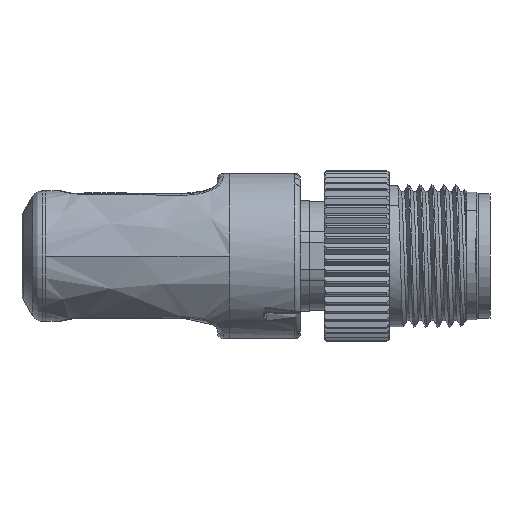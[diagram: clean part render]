
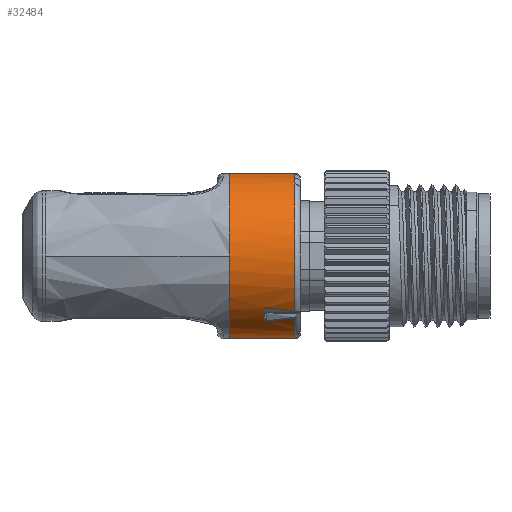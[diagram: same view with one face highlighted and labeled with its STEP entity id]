
A CAD part, left-side view. The second image highlights one B-rep face of the part: STEP entity #32484.
In plain terms, the highlighted cylindrical face has radius 7 mm (diameter 14 mm), a partial arc.
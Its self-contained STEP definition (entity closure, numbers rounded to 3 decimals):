
#675 = CARTESIAN_POINT ( 'NONE',  ( 1.293, 4.539, -5.33 ) ) ;
#681 = AXIS2_PLACEMENT_3D ( 'NONE', #27956, #21806, #3443 ) ;
#1519 = B_SPLINE_CURVE_WITH_KNOTS ( 'NONE', 3,
 ( #7977, #23532, #8191, #14555, #14753, #5793 ),
 .UNSPECIFIED., .F., .F.,
 ( 4, 2, 4 ),
 ( 0., 0.001, 0.002 ),
 .UNSPECIFIED. ) ;
#2023 = CARTESIAN_POINT ( 'NONE',  ( 2.89, 5.495, -4.336 ) ) ;
#3394 = CARTESIAN_POINT ( 'NONE',  ( 3.1, 5.074, -4.822 ) ) ;
#3443 = DIRECTION ( 'NONE',  ( 0., 0., 1. ) ) ;
#3450 = CARTESIAN_POINT ( 'NONE',  ( 2.489, 4.38, -5.46 ) ) ;
#4133 = VECTOR ( 'NONE', #8739, 1000. ) ;
#4435 = CARTESIAN_POINT ( 'NONE',  ( 6., 0., 7. ) ) ;
#4941 = FACE_OUTER_BOUND ( 'NONE', #19348, .T. ) ;
#5047 = CARTESIAN_POINT ( 'NONE',  ( 2.95, 4.346, -5.487 ) ) ;
#5189 = DIRECTION ( 'NONE',  ( 0., 0., -1. ) ) ;
#5599 = LINE ( 'NONE', #23535, #31724 ) ;
#5764 = CIRCLE ( 'NONE', #14017, 7. ) ;
#5793 = CARTESIAN_POINT ( 'NONE',  ( 0.5, 5.223, -4.661 ) ) ;
#6907 = B_SPLINE_CURVE_WITH_KNOTS ( 'NONE', 3,
 ( #19802, #8447, #5047, #31955, #23581, #35129, #20602, #17202, #29150, #29356 ),
 .UNSPECIFIED., .F., .F.,
 ( 4, 2, 2, 2, 4 ),
 ( 0., 0., 0., 0., 0.001 ),
 .UNSPECIFIED. ) ;
#7312 = ORIENTED_EDGE ( 'NONE', *, *, #12100, .T. ) ;
#7977 = CARTESIAN_POINT ( 'NONE',  ( 2.89, 5.495, -4.336 ) ) ;
#8191 = CARTESIAN_POINT ( 'NONE',  ( 2.09, 5.421, -4.43 ) ) ;
#8343 = DIRECTION ( 'NONE',  ( 0., 0., 1. ) ) ;
#8409 = CARTESIAN_POINT ( 'NONE',  ( 2.991, 5.459, -4.381 ) ) ;
#8447 = CARTESIAN_POINT ( 'NONE',  ( 2.921, 4.333, -5.498 ) ) ;
#8739 = DIRECTION ( 'NONE',  ( -1., 0., 0. ) ) ;
#9174 = VERTEX_POINT ( 'NONE', #28879 ) ;
#9190 = ORIENTED_EDGE ( 'NONE', *, *, #29409, .T. ) ;
#9291 = DIRECTION ( 'NONE',  ( 1., 0., 0. ) ) ;
#9323 = B_SPLINE_CURVE_WITH_KNOTS ( 'NONE', 3,
 ( #28163, #22389, #675, #34532, #3450, #15594 ),
 .UNSPECIFIED., .F., .F.,
 ( 4, 2, 4 ),
 ( 0., 0.001, 0.002 ),
 .UNSPECIFIED. ) ;
#9509 = CARTESIAN_POINT ( 'NONE',  ( 2.89, 4.336, -5.495 ) ) ;
#9900 = EDGE_CURVE ( 'NONE', #16191, #19434, #9323, .T. ) ;
#10191 = CIRCLE ( 'NONE', #681, 7. ) ;
#10506 = CARTESIAN_POINT ( 'NONE',  ( 6., 0., 0. ) ) ;
#11389 = CARTESIAN_POINT ( 'NONE',  ( 3.1, 5.157, -4.735 ) ) ;
#11646 = ORIENTED_EDGE ( 'NONE', *, *, #32234, .T. ) ;
#12100 = EDGE_CURVE ( 'NONE', #26565, #29118, #15252, .T. ) ;
#13499 = CARTESIAN_POINT ( 'NONE',  ( 6., 0., -7. ) ) ;
#14017 = AXIS2_PLACEMENT_3D ( 'NONE', #29639, #9291, #23854 ) ;
#14555 = CARTESIAN_POINT ( 'NONE',  ( 1.293, 5.33, -4.539 ) ) ;
#14702 = DIRECTION ( 'NONE',  ( -1., 0., 0. ) ) ;
#14753 = CARTESIAN_POINT ( 'NONE',  ( 0.896, 5.278, -4.599 ) ) ;
#15252 = B_SPLINE_CURVE_WITH_KNOTS ( 'NONE', 3,
 ( #23132, #11389, #23538, #35686, #32313, #17161, #8409, #32906, #35483, #2023 ),
 .UNSPECIFIED., .F., .F.,
 ( 4, 2, 2, 2, 4 ),
 ( 0., 0., 0.001, 0.001, 0.001 ),
 .UNSPECIFIED. ) ;
#15594 = CARTESIAN_POINT ( 'NONE',  ( 2.89, 4.336, -5.495 ) ) ;
#16073 = VERTEX_POINT ( 'NONE', #34902 ) ;
#16191 = VERTEX_POINT ( 'NONE', #20761 ) ;
#17161 = CARTESIAN_POINT ( 'NONE',  ( 3.006, 5.443, -4.402 ) ) ;
#17193 = VERTEX_POINT ( 'NONE', #4435 ) ;
#17202 = CARTESIAN_POINT ( 'NONE',  ( 3.093, 4.645, -5.238 ) ) ;
#17528 = ORIENTED_EDGE ( 'NONE', *, *, #35114, .T. ) ;
#18938 = EDGE_CURVE ( 'NONE', #35344, #25799, #5599, .T. ) ;
#19115 = ORIENTED_EDGE ( 'NONE', *, *, #38162, .T. ) ;
#19125 = AXIS2_PLACEMENT_3D ( 'NONE', #10506, #37985, #37792 ) ;
#19348 = EDGE_LOOP ( 'NONE', ( #27406, #38748, #33710, #17528, #25992, #21684, #9190, #7312, #11646, #19115, #29218 ) ) ;
#19434 = VERTEX_POINT ( 'NONE', #9509 ) ;
#19802 = CARTESIAN_POINT ( 'NONE',  ( 2.89, 4.336, -5.495 ) ) ;
#19848 = AXIS2_PLACEMENT_3D ( 'NONE', #26498, #20730, #5189 ) ;
#19901 = DIRECTION ( 'NONE',  ( 1., 0., 0. ) ) ;
#20602 = CARTESIAN_POINT ( 'NONE',  ( 3.059, 4.511, -5.353 ) ) ;
#20609 = EDGE_CURVE ( 'NONE', #17193, #16073, #23873, .T. ) ;
#20730 = DIRECTION ( 'NONE',  ( 1., 0., 0. ) ) ;
#20761 = CARTESIAN_POINT ( 'NONE',  ( 0.5, 4.661, -5.223 ) ) ;
#21684 = ORIENTED_EDGE ( 'NONE', *, *, #36546, .T. ) ;
#21806 = DIRECTION ( 'NONE',  ( -1., 0., 0. ) ) ;
#22311 = CARTESIAN_POINT ( 'NONE',  ( 6., 7., 0. ) ) ;
#22389 = CARTESIAN_POINT ( 'NONE',  ( 0.896, 4.599, -5.278 ) ) ;
#22888 = DIRECTION ( 'NONE',  ( 0., 0., -1. ) ) ;
#22982 = AXIS2_PLACEMENT_3D ( 'NONE', #29043, #14702, #8343 ) ;
#23132 = CARTESIAN_POINT ( 'NONE',  ( 3.1, 5.074, -4.822 ) ) ;
#23532 = CARTESIAN_POINT ( 'NONE',  ( 2.489, 5.46, -4.38 ) ) ;
#23535 = CARTESIAN_POINT ( 'NONE',  ( 0., 0., -7. ) ) ;
#23538 = CARTESIAN_POINT ( 'NONE',  ( 3.093, 5.237, -4.646 ) ) ;
#23581 = CARTESIAN_POINT ( 'NONE',  ( 3.006, 4.402, -5.443 ) ) ;
#23854 = DIRECTION ( 'NONE',  ( 0., 0., 1. ) ) ;
#23873 = LINE ( 'NONE', #36017, #4133 ) ;
#24124 = DIRECTION ( 'NONE',  ( -1., 0., 0. ) ) ;
#25799 = VERTEX_POINT ( 'NONE', #36439 ) ;
#25992 = ORIENTED_EDGE ( 'NONE', *, *, #9900, .T. ) ;
#26353 = CARTESIAN_POINT ( 'NONE',  ( 2.89, 5.495, -4.336 ) ) ;
#26446 = CARTESIAN_POINT ( 'NONE',  ( 3.1, 4.822, -5.074 ) ) ;
#26498 = CARTESIAN_POINT ( 'NONE',  ( 0.5, 0., 0. ) ) ;
#26565 = VERTEX_POINT ( 'NONE', #3394 ) ;
#27406 = ORIENTED_EDGE ( 'NONE', *, *, #33387, .T. ) ;
#27766 = AXIS2_PLACEMENT_3D ( 'NONE', #29248, #19901, #22888 ) ;
#27956 = CARTESIAN_POINT ( 'NONE',  ( 6., 0., 0. ) ) ;
#28163 = CARTESIAN_POINT ( 'NONE',  ( 0.5, 4.661, -5.223 ) ) ;
#28879 = CARTESIAN_POINT ( 'NONE',  ( 0.5, 5.223, -4.661 ) ) ;
#29043 = CARTESIAN_POINT ( 'NONE',  ( 0., 0., 0. ) ) ;
#29118 = VERTEX_POINT ( 'NONE', #26353 ) ;
#29150 = CARTESIAN_POINT ( 'NONE',  ( 3.1, 4.735, -5.157 ) ) ;
#29218 = ORIENTED_EDGE ( 'NONE', *, *, #20609, .F. ) ;
#29248 = CARTESIAN_POINT ( 'NONE',  ( 0.5, 0., 0. ) ) ;
#29314 = EDGE_CURVE ( 'NONE', #39252, #35344, #34393, .T. ) ;
#29356 = CARTESIAN_POINT ( 'NONE',  ( 3.1, 4.822, -5.074 ) ) ;
#29383 = VERTEX_POINT ( 'NONE', #26446 ) ;
#29409 = EDGE_CURVE ( 'NONE', #29383, #26565, #5764, .T. ) ;
#29639 = CARTESIAN_POINT ( 'NONE',  ( 3.1, 0., 0. ) ) ;
#31724 = VECTOR ( 'NONE', #24124, 1000. ) ;
#31955 = CARTESIAN_POINT ( 'NONE',  ( 2.991, 4.381, -5.459 ) ) ;
#32234 = EDGE_CURVE ( 'NONE', #29118, #9174, #1519, .T. ) ;
#32313 = CARTESIAN_POINT ( 'NONE',  ( 3.044, 5.39, -4.466 ) ) ;
#32484 = ADVANCED_FACE ( 'NONE', ( #4941 ), #38205, .T. ) ;
#32906 = CARTESIAN_POINT ( 'NONE',  ( 2.95, 5.487, -4.347 ) ) ;
#33387 = EDGE_CURVE ( 'NONE', #17193, #39252, #10191, .T. ) ;
#33710 = ORIENTED_EDGE ( 'NONE', *, *, #18938, .T. ) ;
#34393 = CIRCLE ( 'NONE', #19125, 7. ) ;
#34532 = CARTESIAN_POINT ( 'NONE',  ( 2.09, 4.43, -5.421 ) ) ;
#34902 = CARTESIAN_POINT ( 'NONE',  ( 0.5, 0., 7. ) ) ;
#35114 = EDGE_CURVE ( 'NONE', #25799, #16191, #37009, .T. ) ;
#35129 = CARTESIAN_POINT ( 'NONE',  ( 3.044, 4.466, -5.39 ) ) ;
#35344 = VERTEX_POINT ( 'NONE', #13499 ) ;
#35483 = CARTESIAN_POINT ( 'NONE',  ( 2.921, 5.498, -4.333 ) ) ;
#35686 = CARTESIAN_POINT ( 'NONE',  ( 3.059, 5.353, -4.511 ) ) ;
#36017 = CARTESIAN_POINT ( 'NONE',  ( 0., 0., 7. ) ) ;
#36439 = CARTESIAN_POINT ( 'NONE',  ( 0.5, 0., -7. ) ) ;
#36546 = EDGE_CURVE ( 'NONE', #19434, #29383, #6907, .T. ) ;
#37009 = CIRCLE ( 'NONE', #19848, 7. ) ;
#37272 = CIRCLE ( 'NONE', #27766, 7. ) ;
#37792 = DIRECTION ( 'NONE',  ( 0., 0., 1. ) ) ;
#37985 = DIRECTION ( 'NONE',  ( -1., 0., 0. ) ) ;
#38162 = EDGE_CURVE ( 'NONE', #9174, #16073, #37272, .T. ) ;
#38205 = CYLINDRICAL_SURFACE ( 'NONE', #22982, 7. ) ;
#38748 = ORIENTED_EDGE ( 'NONE', *, *, #29314, .T. ) ;
#39252 = VERTEX_POINT ( 'NONE', #22311 ) ;
